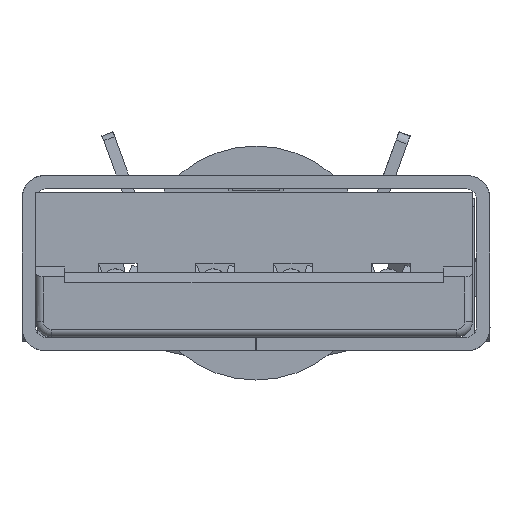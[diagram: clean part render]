
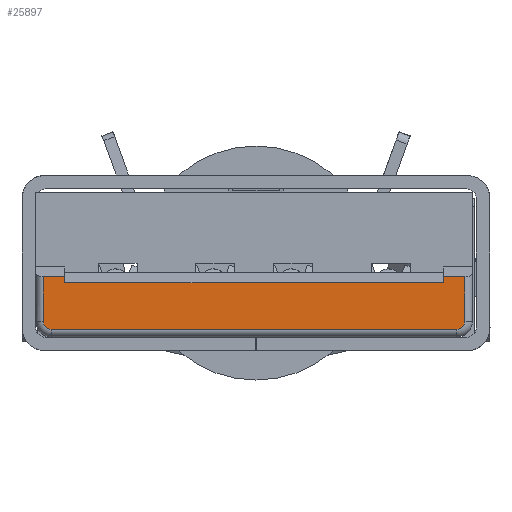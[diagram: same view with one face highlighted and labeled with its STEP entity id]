
A CAD part, left-side view. The second image highlights one B-rep face of the part: STEP entity #25897.
In plain terms, the highlighted planar face has unit normal (-1, 0, 0).
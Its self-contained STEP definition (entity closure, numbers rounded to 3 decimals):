
#481 = CARTESIAN_POINT ( 'NONE',  ( -9.15, 28.9, -1.45 ) ) ;
#519 = CARTESIAN_POINT ( 'NONE',  ( -9.15, 28.9, -4.8 ) ) ;
#963 = DIRECTION ( 'NONE',  ( 0., 1., 0. ) ) ;
#1148 = CARTESIAN_POINT ( 'NONE',  ( -9.15, 18.65, -1.45 ) ) ;
#1745 = VERTEX_POINT ( 'NONE', #7030 ) ;
#2944 = VECTOR ( 'NONE', #22730, 1000. ) ;
#3204 = CARTESIAN_POINT ( 'NONE',  ( -9.15, -4.65, -3.65 ) ) ;
#3320 = EDGE_CURVE ( 'NONE', #26183, #11314, #22993, .T. ) ;
#4228 = CARTESIAN_POINT ( 'NONE',  ( -9.15, 28.9, -1.45 ) ) ;
#4291 = CARTESIAN_POINT ( 'NONE',  ( -9.15, 28.7, -4.8 ) ) ;
#4410 = VECTOR ( 'NONE', #23440, 1000. ) ;
#4527 = VECTOR ( 'NONE', #26281, 1000. ) ;
#4757 = ORIENTED_EDGE ( 'NONE', *, *, #3320, .T. ) ;
#5196 = VERTEX_POINT ( 'NONE', #27612 ) ;
#5279 = EDGE_CURVE ( 'NONE', #17687, #19233, #22262, .T. ) ;
#5629 = VERTEX_POINT ( 'NONE', #24528 ) ;
#6155 = VECTOR ( 'NONE', #8486, 1000. ) ;
#6212 = CARTESIAN_POINT ( 'NONE',  ( -9.15, 12.125, -3.65 ) ) ;
#6543 = DIRECTION ( 'NONE',  ( 0., 0., -1. ) ) ;
#6702 = VECTOR ( 'NONE', #28011, 1000. ) ;
#6785 = ORIENTED_EDGE ( 'NONE', *, *, #14264, .T. ) ;
#7030 = CARTESIAN_POINT ( 'NONE',  ( -9.15, 18.1, -4.8 ) ) ;
#7553 = DIRECTION ( 'NONE',  ( -1., 0., 0. ) ) ;
#7967 = ORIENTED_EDGE ( 'NONE', *, *, #10948, .T. ) ;
#8311 = CARTESIAN_POINT ( 'NONE',  ( -9.15, 28.9, -3.65 ) ) ;
#8352 = VERTEX_POINT ( 'NONE', #8311 ) ;
#8486 = DIRECTION ( 'NONE',  ( 0., -1., 0. ) ) ;
#8838 = AXIS2_PLACEMENT_3D ( 'NONE', #481, #25131, #11749 ) ;
#9494 = VECTOR ( 'NONE', #963, 1000. ) ;
#9501 = PLANE ( 'NONE',  #8838 ) ;
#9675 = ORIENTED_EDGE ( 'NONE', *, *, #13746, .T. ) ;
#10353 = VECTOR ( 'NONE', #22027, 1000. ) ;
#10431 = VECTOR ( 'NONE', #28426, 1000. ) ;
#10481 = CARTESIAN_POINT ( 'NONE',  ( -9.15, 18.1, -3.65 ) ) ;
#10948 = EDGE_CURVE ( 'NONE', #19233, #5629, #28329, .T. ) ;
#11314 = VERTEX_POINT ( 'NONE', #12191 ) ;
#11696 = ORIENTED_EDGE ( 'NONE', *, *, #15089, .T. ) ;
#11749 = DIRECTION ( 'NONE',  ( 0., 0., 1. ) ) ;
#12191 = CARTESIAN_POINT ( 'NONE',  ( -9.15, 18.3, -5. ) ) ;
#13746 = EDGE_CURVE ( 'NONE', #11314, #1745, #20826, .T. ) ;
#14232 = EDGE_LOOP ( 'NONE', ( #9675, #6785, #21772, #14636, #7967, #11696, #19937, #17611, #22964, #4757 ) ) ;
#14264 = EDGE_CURVE ( 'NONE', #1745, #19281, #26746, .T. ) ;
#14636 = ORIENTED_EDGE ( 'NONE', *, *, #5279, .T. ) ;
#14723 = AXIS2_PLACEMENT_3D ( 'NONE', #20943, #7553, #23188 ) ;
#14734 = LINE ( 'NONE', #3204, #9494 ) ;
#14759 = CARTESIAN_POINT ( 'NONE',  ( -9.15, 28.35, -1.45 ) ) ;
#15089 = EDGE_CURVE ( 'NONE', #5629, #5196, #24554, .T. ) ;
#15130 = CARTESIAN_POINT ( 'NONE',  ( -9.15, 12.125, -3.8 ) ) ;
#16233 = EDGE_CURVE ( 'NONE', #5196, #8352, #14734, .T. ) ;
#17611 = ORIENTED_EDGE ( 'NONE', *, *, #23407, .T. ) ;
#17687 = VERTEX_POINT ( 'NONE', #20033 ) ;
#17734 = CIRCLE ( 'NONE', #23166, 0.2 ) ;
#19233 = VERTEX_POINT ( 'NONE', #19263 ) ;
#19263 = CARTESIAN_POINT ( 'NONE',  ( -9.15, 18.65, -3.8 ) ) ;
#19281 = VERTEX_POINT ( 'NONE', #10481 ) ;
#19530 = CARTESIAN_POINT ( 'NONE',  ( -9.15, 28.9, -5. ) ) ;
#19922 = EDGE_CURVE ( 'NONE', #17687, #19281, #24704, .T. ) ;
#19930 = DIRECTION ( 'NONE',  ( -1., 0., 0. ) ) ;
#19937 = ORIENTED_EDGE ( 'NONE', *, *, #16233, .T. ) ;
#20033 = CARTESIAN_POINT ( 'NONE',  ( -9.15, 18.65, -3.65 ) ) ;
#20483 = CARTESIAN_POINT ( 'NONE',  ( -9.15, 18.1, -1.45 ) ) ;
#20826 = CIRCLE ( 'NONE', #14723, 0.2 ) ;
#20943 = CARTESIAN_POINT ( 'NONE',  ( -9.15, 18.3, -4.8 ) ) ;
#21240 = VERTEX_POINT ( 'NONE', #519 ) ;
#21547 = LINE ( 'NONE', #4228, #10353 ) ;
#21772 = ORIENTED_EDGE ( 'NONE', *, *, #19922, .F. ) ;
#21907 = CARTESIAN_POINT ( 'NONE',  ( -9.15, 28.7, -5. ) ) ;
#22027 = DIRECTION ( 'NONE',  ( 0., 0., -1. ) ) ;
#22223 = EDGE_CURVE ( 'NONE', #21240, #26183, #17734, .T. ) ;
#22262 = LINE ( 'NONE', #1148, #4410 ) ;
#22730 = DIRECTION ( 'NONE',  ( 0., 0., 1. ) ) ;
#22964 = ORIENTED_EDGE ( 'NONE', *, *, #22223, .T. ) ;
#22993 = LINE ( 'NONE', #19530, #10431 ) ;
#23166 = AXIS2_PLACEMENT_3D ( 'NONE', #4291, #19930, #6543 ) ;
#23188 = DIRECTION ( 'NONE',  ( 0., 0., -1. ) ) ;
#23407 = EDGE_CURVE ( 'NONE', #8352, #21240, #21547, .T. ) ;
#23440 = DIRECTION ( 'NONE',  ( 0., 0., -1. ) ) ;
#24528 = CARTESIAN_POINT ( 'NONE',  ( -9.15, 28.35, -3.8 ) ) ;
#24554 = LINE ( 'NONE', #14759, #6702 ) ;
#24704 = LINE ( 'NONE', #6212, #6155 ) ;
#25131 = DIRECTION ( 'NONE',  ( -1., 0., 0. ) ) ;
#25897 = ADVANCED_FACE ( 'NONE', ( #27668 ), #9501, .T. ) ;
#26183 = VERTEX_POINT ( 'NONE', #21907 ) ;
#26281 = DIRECTION ( 'NONE',  ( 0., 1., 0. ) ) ;
#26746 = LINE ( 'NONE', #20483, #2944 ) ;
#27612 = CARTESIAN_POINT ( 'NONE',  ( -9.15, 28.35, -3.65 ) ) ;
#27668 = FACE_OUTER_BOUND ( 'NONE', #14232, .T. ) ;
#28011 = DIRECTION ( 'NONE',  ( 0., 0., 1. ) ) ;
#28329 = LINE ( 'NONE', #15130, #4527 ) ;
#28426 = DIRECTION ( 'NONE',  ( 0., -1., 0. ) ) ;
